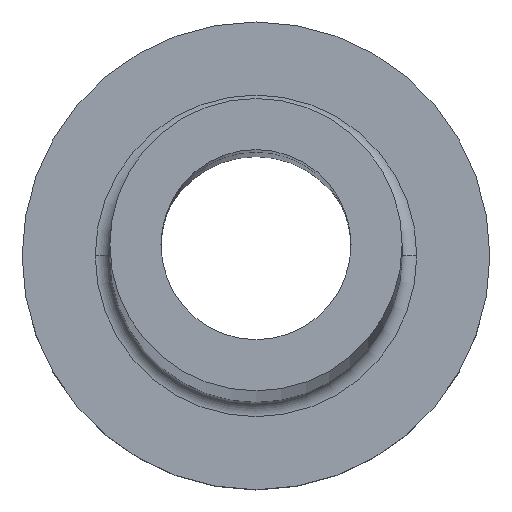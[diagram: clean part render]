
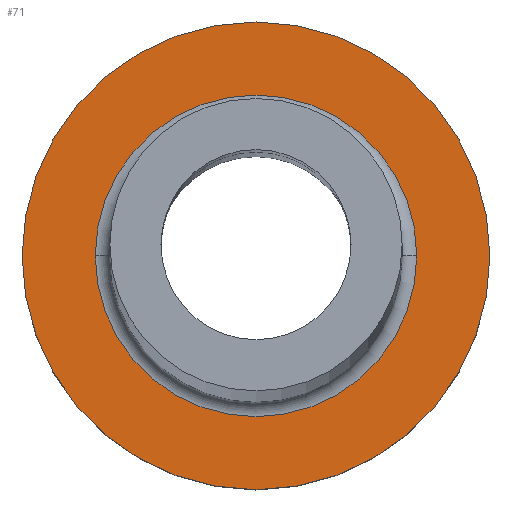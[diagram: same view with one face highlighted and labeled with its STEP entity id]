
A CAD part, top view. The second image highlights one B-rep face of the part: STEP entity #71.
In plain terms, the highlighted planar face has unit normal (0, 0, 1).
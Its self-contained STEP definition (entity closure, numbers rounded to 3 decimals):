
#5 = PLANE ( 'NONE',  #38 ) ;
#9 = ORIENTED_EDGE ( 'NONE', *, *, #367, .T. ) ;
#18 = VERTEX_POINT ( 'NONE', #306 ) ;
#20 = DIRECTION ( 'NONE',  ( 1., 0., 0. ) ) ;
#38 = AXIS2_PLACEMENT_3D ( 'NONE', #359, #398, #151 ) ;
#40 = EDGE_CURVE ( 'NONE', #88, #411, #316, .T. ) ;
#62 = CARTESIAN_POINT ( 'NONE',  ( 0., 0., 5. ) ) ;
#65 = DIRECTION ( 'NONE',  ( 0., 0., 1. ) ) ;
#71 = ADVANCED_FACE ( 'NONE', ( #189, #431 ), #5, .T. ) ;
#79 = ORIENTED_EDGE ( 'NONE', *, *, #40, .T. ) ;
#88 = VERTEX_POINT ( 'NONE', #194 ) ;
#97 = AXIS2_PLACEMENT_3D ( 'NONE', #201, #451, #356 ) ;
#120 = EDGE_LOOP ( 'NONE', ( #79, #9 ) ) ;
#121 = VERTEX_POINT ( 'NONE', #348 ) ;
#125 = CARTESIAN_POINT ( 'NONE',  ( -5.5, 0., 5. ) ) ;
#128 = EDGE_CURVE ( 'NONE', #18, #121, #391, .T. ) ;
#130 = ORIENTED_EDGE ( 'NONE', *, *, #277, .T. ) ;
#151 = DIRECTION ( 'NONE',  ( 1., 0., 0. ) ) ;
#152 = DIRECTION ( 'NONE',  ( 0., 0., -1. ) ) ;
#163 = DIRECTION ( 'NONE',  ( 0., 0., 1. ) ) ;
#172 = CIRCLE ( 'NONE', #457, 5.5 ) ;
#189 = FACE_BOUND ( 'NONE', #120, .T. ) ;
#194 = CARTESIAN_POINT ( 'NONE',  ( 5.5, 0., 5. ) ) ;
#201 = CARTESIAN_POINT ( 'NONE',  ( 0., 0., 5. ) ) ;
#214 = CARTESIAN_POINT ( 'NONE',  ( 0., 0., 5. ) ) ;
#277 = EDGE_CURVE ( 'NONE', #121, #18, #412, .T. ) ;
#290 = AXIS2_PLACEMENT_3D ( 'NONE', #62, #163, #20 ) ;
#300 = AXIS2_PLACEMENT_3D ( 'NONE', #389, #65, #459 ) ;
#306 = CARTESIAN_POINT ( 'NONE',  ( -8., 0., 5. ) ) ;
#316 = CIRCLE ( 'NONE', #97, 5.5 ) ;
#348 = CARTESIAN_POINT ( 'NONE',  ( 8., 0., 5. ) ) ;
#356 = DIRECTION ( 'NONE',  ( 1., 0., 0. ) ) ;
#358 = EDGE_LOOP ( 'NONE', ( #363, #130 ) ) ;
#359 = CARTESIAN_POINT ( 'NONE',  ( 0., 0., 5. ) ) ;
#360 = DIRECTION ( 'NONE',  ( 1., 0., 0. ) ) ;
#363 = ORIENTED_EDGE ( 'NONE', *, *, #128, .T. ) ;
#367 = EDGE_CURVE ( 'NONE', #411, #88, #172, .T. ) ;
#389 = CARTESIAN_POINT ( 'NONE',  ( 0., 0., 5. ) ) ;
#391 = CIRCLE ( 'NONE', #290, 8. ) ;
#398 = DIRECTION ( 'NONE',  ( 0., 0., 1. ) ) ;
#411 = VERTEX_POINT ( 'NONE', #125 ) ;
#412 = CIRCLE ( 'NONE', #300, 8. ) ;
#431 = FACE_OUTER_BOUND ( 'NONE', #358, .T. ) ;
#451 = DIRECTION ( 'NONE',  ( 0., 0., -1. ) ) ;
#457 = AXIS2_PLACEMENT_3D ( 'NONE', #214, #152, #360 ) ;
#459 = DIRECTION ( 'NONE',  ( 1., 0., 0. ) ) ;
